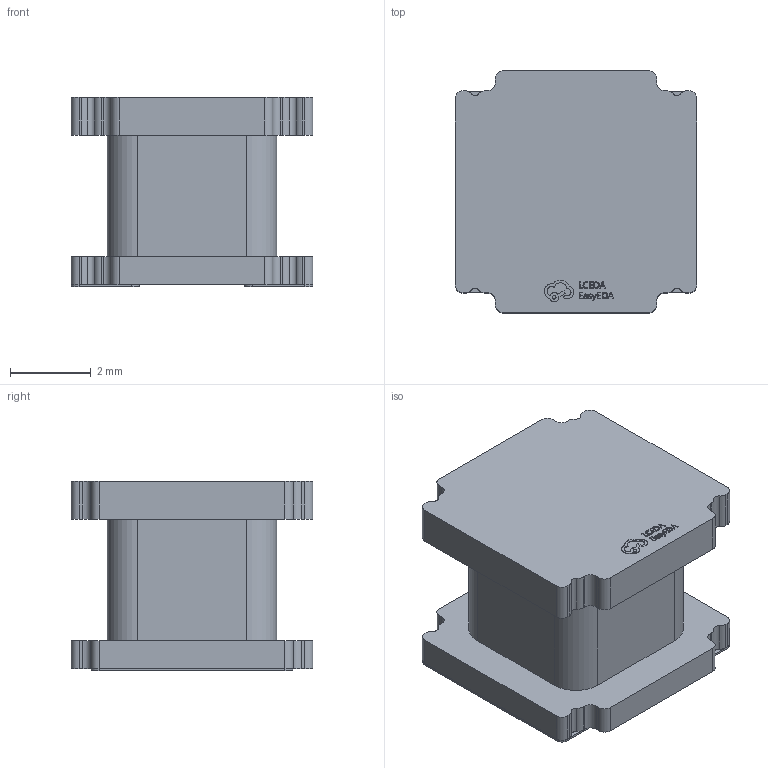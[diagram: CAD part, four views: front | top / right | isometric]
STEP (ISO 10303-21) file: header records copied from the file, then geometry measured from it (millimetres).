
FILE_DESCRIPTION (( 'STEP AP214' ), '1' );
FILE_NAME ('IND-SMD_L6.0-W6.0-H4.7_HPC6045CF.step', '2022-07-09T00:40:14', ( '' ), ( '' ), 'SwSTEP 2.0', 'SolidWorks 2020', '' );
FILE_SCHEMA (( 'AUTOMOTIVE_DESIGN' ));
Length unit declared in the file: millimetre
Products named in the file (1): IND-SMD_L6.0-W6.0-H4.7_HPC6045CF
Bounding box: 6 x 6 x 4.71 mm (x, y, z)
Volume: 108.1 mm3; surface area: 290.1 mm2
Topology: 5 solids, 5 shells, 397 faces, 1083 edges, 722 vertices
Faces by surface type: plane 225, bspline 112, cylinder 60
Entity records: 17519 total; most frequent: CARTESIAN_POINT 4307, ORIENTED_EDGE 2166, DIRECTION 1547, EDGE_CURVE 1083, LINE 735, VECTOR 735, VERTEX_POINT 722, EDGE_LOOP 423
